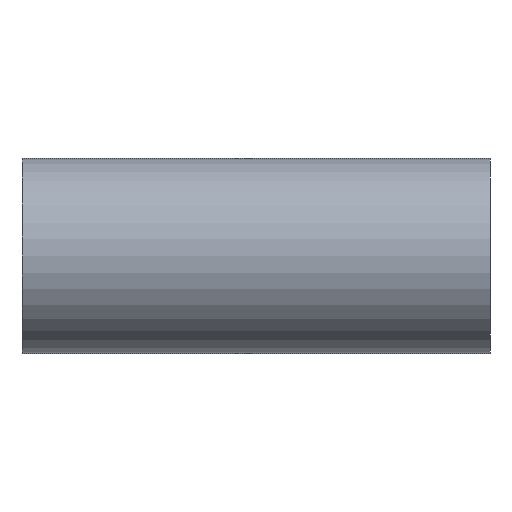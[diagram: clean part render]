
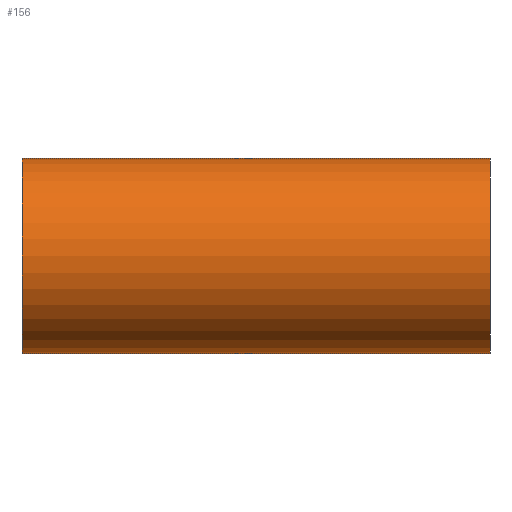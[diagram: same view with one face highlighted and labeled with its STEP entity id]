
A CAD part, front view. The second image highlights one B-rep face of the part: STEP entity #156.
In plain terms, the highlighted cylindrical face has radius 31.75 mm (diameter 63.5 mm), a full revolution.
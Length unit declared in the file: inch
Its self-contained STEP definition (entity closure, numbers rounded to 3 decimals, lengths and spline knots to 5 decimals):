
#18=FACE_BOUND('',#48,.T.);
#25=LINE('',#418,#30);
#30=VECTOR('',#216,1.25);
#34=CYLINDRICAL_SURFACE('',#185,1.25);
#39=FACE_OUTER_BOUND('',#47,.T.);
#47=EDGE_LOOP('',(#123,#124,#125,#126,#127,#128));
#48=EDGE_LOOP('',(#129));
#60=B_SPLINE_CURVE_WITH_KNOTS('',3,(#384,#385,#386,#387,#388,#389,#390,
#391,#392,#393,#394,#395,#396,#397,#398,#399,#400,#401,#402,#403,#404,#405),
 .UNSPECIFIED.,.T.,.F.,(4,1,1,1,1,1,1,1,1,1,1,1,1,1,1,1,1,1,1,4),(-11.84479,
-11.42176,-10.99873,-10.15268,-9.58864,
-9.0246,-8.46057,-7.89653,-7.33249,
-6.76845,-6.20441,-5.64038,-5.07634,
-3.94826,-3.38423,-2.53817,-1.69211,
-0.84606,-0.42303,0.),.UNSPECIFIED.);
#65=CIRCLE('',#186,1.25);
#66=CIRCLE('',#187,1.25);
#67=CIRCLE('',#188,1.25);
#68=CIRCLE('',#189,1.25);
#74=VERTEX_POINT('',#354);
#79=VERTEX_POINT('',#413);
#80=VERTEX_POINT('',#414);
#81=VERTEX_POINT('',#417);
#82=VERTEX_POINT('',#419);
#93=EDGE_CURVE('',#74,#74,#60,.T.);
#97=EDGE_CURVE('',#79,#80,#65,.T.);
#98=EDGE_CURVE('',#80,#79,#66,.T.);
#99=EDGE_CURVE('',#80,#81,#25,.T.);
#100=EDGE_CURVE('',#81,#82,#67,.T.);
#101=EDGE_CURVE('',#82,#81,#68,.T.);
#123=ORIENTED_EDGE('',*,*,#97,.F.);
#124=ORIENTED_EDGE('',*,*,#98,.F.);
#125=ORIENTED_EDGE('',*,*,#99,.T.);
#126=ORIENTED_EDGE('',*,*,#100,.T.);
#127=ORIENTED_EDGE('',*,*,#101,.T.);
#128=ORIENTED_EDGE('',*,*,#99,.F.);
#129=ORIENTED_EDGE('',*,*,#93,.F.);
#156=ADVANCED_FACE('',(#39,#18),#34,.T.);
#185=AXIS2_PLACEMENT_3D('',#412,#210,#211);
#186=AXIS2_PLACEMENT_3D('',#415,#212,#213);
#187=AXIS2_PLACEMENT_3D('',#416,#214,#215);
#188=AXIS2_PLACEMENT_3D('',#420,#217,#218);
#189=AXIS2_PLACEMENT_3D('',#421,#219,#220);
#210=DIRECTION('center_axis',(-1.,0.,0.));
#211=DIRECTION('ref_axis',(0.,0.,1.));
#212=DIRECTION('center_axis',(-1.,0.,0.));
#213=DIRECTION('ref_axis',(0.,0.,1.));
#214=DIRECTION('center_axis',(-1.,0.,0.));
#215=DIRECTION('ref_axis',(0.,0.,1.));
#216=DIRECTION('',(1.,0.,0.));
#217=DIRECTION('center_axis',(-1.,0.,0.));
#218=DIRECTION('ref_axis',(0.,0.,1.));
#219=DIRECTION('center_axis',(-1.,0.,0.));
#220=DIRECTION('ref_axis',(0.,0.,1.));
#354=CARTESIAN_POINT('',(0.,0.98169,-0.77381));
#384=CARTESIAN_POINT('Ctrl Pts',(0.,0.98169,
-0.77381));
#385=CARTESIAN_POINT('Ctrl Pts',(-0.06256,0.98169,
-0.77381));
#386=CARTESIAN_POINT('Ctrl Pts',(-0.1876,0.99288,-0.75988));
#387=CARTESIAN_POINT('Ctrl Pts',(-0.41775,1.05124,-0.68078));
#388=CARTESIAN_POINT('Ctrl Pts',(-0.6205,1.14288,-0.5261));
#389=CARTESIAN_POINT('Ctrl Pts',(-0.76494,1.22181,-0.29401));
#390=CARTESIAN_POINT('Ctrl Pts',(-0.82314,1.25639,-0.06091));
#391=CARTESIAN_POINT('Ctrl Pts',(-0.80327,1.24439,0.18049));
#392=CARTESIAN_POINT('Ctrl Pts',(-0.71022,1.19091,0.39869));
#393=CARTESIAN_POINT('Ctrl Pts',(-0.55953,1.11392,0.57594));
#394=CARTESIAN_POINT('Ctrl Pts',(-0.36318,1.03484,0.70471));
#395=CARTESIAN_POINT('Ctrl Pts',(-0.12772,0.97965,0.7767));
#396=CARTESIAN_POINT('Ctrl Pts',(0.12781,0.97926,0.77679));
#397=CARTESIAN_POINT('Ctrl Pts',(0.44133,1.05397,0.68064));
#398=CARTESIAN_POINT('Ctrl Pts',(0.6785,1.17305,0.47133));
#399=CARTESIAN_POINT('Ctrl Pts',(0.8195,1.2537,0.14428));
#400=CARTESIAN_POINT('Ctrl Pts',(0.81902,1.25381,-0.18565));
#401=CARTESIAN_POINT('Ctrl Pts',(0.65135,1.15671,-0.50286));
#402=CARTESIAN_POINT('Ctrl Pts',(0.41788,1.05135,-0.68058));
#403=CARTESIAN_POINT('Ctrl Pts',(0.18755,0.99284,-0.75996));
#404=CARTESIAN_POINT('Ctrl Pts',(0.06256,0.98169,-0.77381));
#405=CARTESIAN_POINT('Ctrl Pts',(0.,0.98169,
-0.77381));
#412=CARTESIAN_POINT('Origin',(0.,0.,0.));
#413=CARTESIAN_POINT('',(-3.,0.,1.25));
#414=CARTESIAN_POINT('',(-3.,0.,-1.25));
#415=CARTESIAN_POINT('Origin',(-3.,0.,0.));
#416=CARTESIAN_POINT('Origin',(-3.,0.,0.));
#417=CARTESIAN_POINT('',(3.,0.,-1.25));
#418=CARTESIAN_POINT('',(0.,0.,-1.25));
#419=CARTESIAN_POINT('',(3.,0.,1.25));
#420=CARTESIAN_POINT('Origin',(3.,0.,0.));
#421=CARTESIAN_POINT('Origin',(3.,0.,0.));
